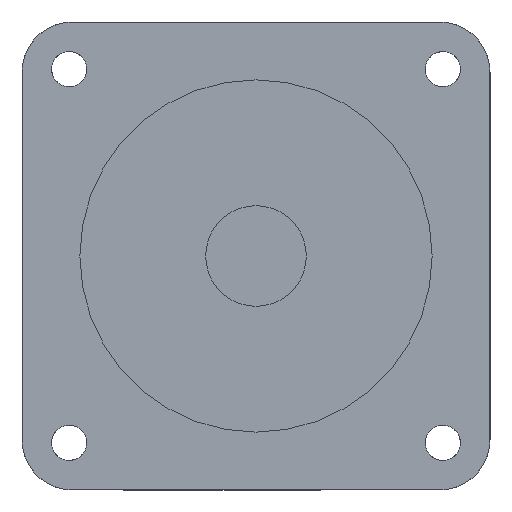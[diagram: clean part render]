
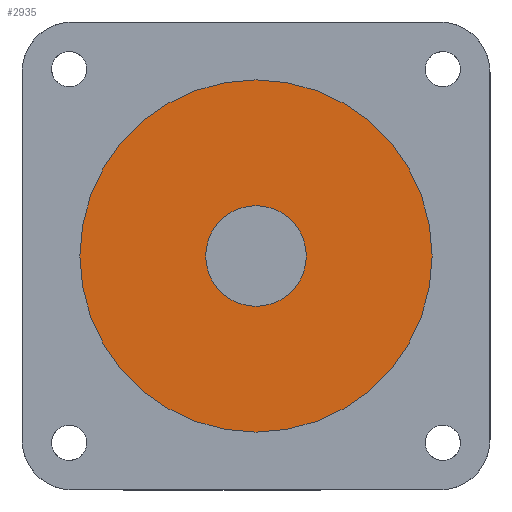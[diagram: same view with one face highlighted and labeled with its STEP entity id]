
A CAD part, front view. The second image highlights one B-rep face of the part: STEP entity #2935.
In plain terms, the highlighted planar face has unit normal (0, -1, 0).
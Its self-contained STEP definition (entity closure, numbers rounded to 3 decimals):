
#83 = CIRCLE ( 'NONE', #229, 10. ) ;
#229 = AXIS2_PLACEMENT_3D ( 'NONE', #2780, #1374, #3015 ) ;
#253 = EDGE_LOOP ( 'NONE', ( #3039, #1896 ) ) ;
#255 = CARTESIAN_POINT ( 'NONE',  ( 0., 6., 0. ) ) ;
#295 = DIRECTION ( 'NONE',  ( 0., -1., 0. ) ) ;
#417 = AXIS2_PLACEMENT_3D ( 'NONE', #2387, #2357, #2383 ) ;
#493 = FACE_BOUND ( 'NONE', #253, .T. ) ;
#495 = DIRECTION ( 'NONE',  ( 0., 0., -1. ) ) ;
#538 = AXIS2_PLACEMENT_3D ( 'NONE', #880, #888, #893 ) ;
#576 = EDGE_CURVE ( 'NONE', #1585, #592, #642, .T. ) ;
#592 = VERTEX_POINT ( 'NONE', #960 ) ;
#642 = CIRCLE ( 'NONE', #538, 35. ) ;
#715 = CARTESIAN_POINT ( 'NONE',  ( 0., 6., -35. ) ) ;
#880 = CARTESIAN_POINT ( 'NONE',  ( 0., 6., 0. ) ) ;
#888 = DIRECTION ( 'NONE',  ( 0., -1., 0. ) ) ;
#893 = DIRECTION ( 'NONE',  ( 0., 0., -1. ) ) ;
#949 = CIRCLE ( 'NONE', #417, 35. ) ;
#960 = CARTESIAN_POINT ( 'NONE',  ( 0., 6., 35. ) ) ;
#1374 = DIRECTION ( 'NONE',  ( 0., -1., 0. ) ) ;
#1476 = VERTEX_POINT ( 'NONE', #2656 ) ;
#1585 = VERTEX_POINT ( 'NONE', #715 ) ;
#1703 = PLANE ( 'NONE',  #2014 ) ;
#1724 = ORIENTED_EDGE ( 'NONE', *, *, #2075, .T. ) ;
#1746 = CARTESIAN_POINT ( 'NONE',  ( 0., 6., 0. ) ) ;
#1780 = CARTESIAN_POINT ( 'NONE',  ( 0., 6., 10. ) ) ;
#1896 = ORIENTED_EDGE ( 'NONE', *, *, #2989, .F. ) ;
#1935 = DIRECTION ( 'NONE',  ( 0., -1., 0. ) ) ;
#1975 = DIRECTION ( 'NONE',  ( 0., 0., -1. ) ) ;
#2014 = AXIS2_PLACEMENT_3D ( 'NONE', #255, #1935, #495 ) ;
#2075 = EDGE_CURVE ( 'NONE', #592, #1585, #949, .T. ) ;
#2260 = CIRCLE ( 'NONE', #2937, 10. ) ;
#2357 = DIRECTION ( 'NONE',  ( 0., -1., 0. ) ) ;
#2383 = DIRECTION ( 'NONE',  ( 0., 0., -1. ) ) ;
#2387 = CARTESIAN_POINT ( 'NONE',  ( 0., 6., 0. ) ) ;
#2656 = CARTESIAN_POINT ( 'NONE',  ( 0., 6., -10. ) ) ;
#2780 = CARTESIAN_POINT ( 'NONE',  ( 0., 6., 0. ) ) ;
#2792 = EDGE_CURVE ( 'NONE', #1476, #3037, #83, .T. ) ;
#2858 = ORIENTED_EDGE ( 'NONE', *, *, #576, .T. ) ;
#2935 = ADVANCED_FACE ( 'NONE', ( #493, #2938 ), #1703, .T. ) ;
#2937 = AXIS2_PLACEMENT_3D ( 'NONE', #1746, #295, #1975 ) ;
#2938 = FACE_OUTER_BOUND ( 'NONE', #3058, .T. ) ;
#2989 = EDGE_CURVE ( 'NONE', #3037, #1476, #2260, .T. ) ;
#3015 = DIRECTION ( 'NONE',  ( 0., 0., -1. ) ) ;
#3037 = VERTEX_POINT ( 'NONE', #1780 ) ;
#3039 = ORIENTED_EDGE ( 'NONE', *, *, #2792, .F. ) ;
#3058 = EDGE_LOOP ( 'NONE', ( #2858, #1724 ) ) ;
